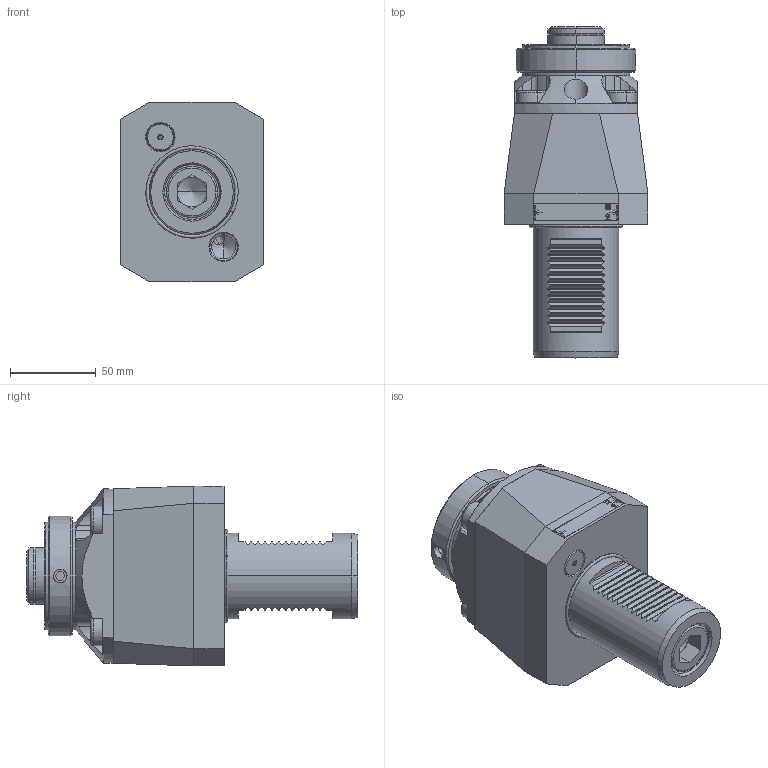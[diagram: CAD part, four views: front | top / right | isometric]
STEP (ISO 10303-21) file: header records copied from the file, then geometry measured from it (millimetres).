
FILE_DESCRIPTION (( 'STEP AP203' ), '1' );
FILE_NAME ('RER.HA6.VD5.105.STEP', '2024-08-20T13:35:56', ( '' ), ( '' ), 'SwSTEP 2.0', 'SolidWorks 2022', '' );
FILE_SCHEMA (( 'CONFIG_CONTROL_DESIGN' ));
Length unit declared in the file: millimetre
Products named in the file (25): DIN 3771 - 50x2; Stift6; Dichtung6; VD5-ER1.050.081; HA6-ER3.003.014; HA6-ER1.001.000; DIN 3771 - 58x2.5; U63-HA6.001.040_D; DIN 3771 - 13x1.5; Spindel6; ISO 8734 - 6 x 14_PreviewCfg; RER.HA6.VD5.105; HA6-ER2.002.010; U63.HA6.001.040; Backe6; U63-ER1.001.014_A; ISO 4762 - M20 x 80; Grundkörper1; DIN 3771 - 17x2; DIN 7984 - M12 x 20_DIN 7984 - M12 x 20 --- 20N; VD5-ER1.016.010; RER-HA6.VD5.105-11_A; ISO 13337 - 5 x 14_ISO13337 5x16; VD5-ER1.016.010_A; VD5-ER1.050.081_B
Assembly tree (28 placements, depth 4):
  RER.HA6.VD5.105
    RER-HA6.VD5.105-11_A
    VD5-ER1.050.081
      VD5-ER1.050.081_B
      ISO 4762 - M20 x 80
      ISO 8734 - 6 x 14_PreviewCfg
      DIN 3771 - 50x2
    U63.HA6.001.040
      U63-HA6.001.040_D
      HA6-ER3.003.014
      ISO 13337 - 5 x 14_ISO13337 5x16
      HA6-ER2.002.010
      U63-ER1.001.014_A
      DIN 3771 - 58x2.5
      DIN 7984 - M12 x 20_DIN 7984 - M12 x 20 --- 20N  x4
      HA6-ER1.001.000
        Grundkörper1
        Dichtung6
        Backe6  x2
        Spindel6
        Stift6
        DIN 3771 - 17x2
    VD5-ER1.016.010
      VD5-ER1.016.010_A
      DIN 3771 - 13x1.5
Bounding box: 84 x 193.95 x 105 mm (x, y, z)
Volume: 768522.1 mm3; surface area: 156067.2 mm2
Topology: 24 solids, 24 shells, 831 faces, 2078 edges, 1312 vertices
Faces by surface type: plane 344, cylinder 256, cone 163, torus 60, bspline 8
Entity records: 27440 total; most frequent: CARTESIAN_POINT 6762, DIRECTION 3793, ORIENTED_EDGE 3732, EDGE_CURVE 1866, AXIS2_PLACEMENT_3D 1444, VERTEX_POINT 1207, VECTOR 905, LINE 905
